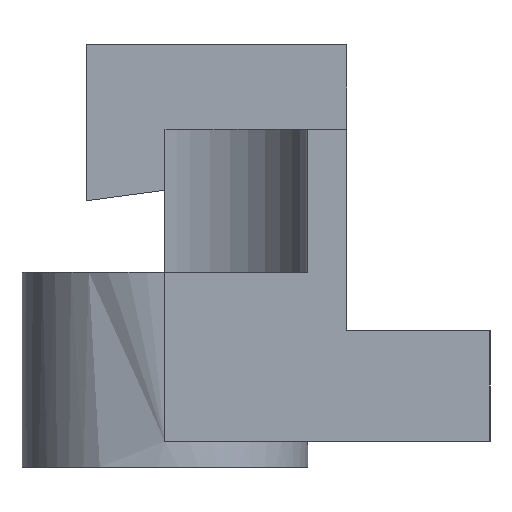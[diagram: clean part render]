
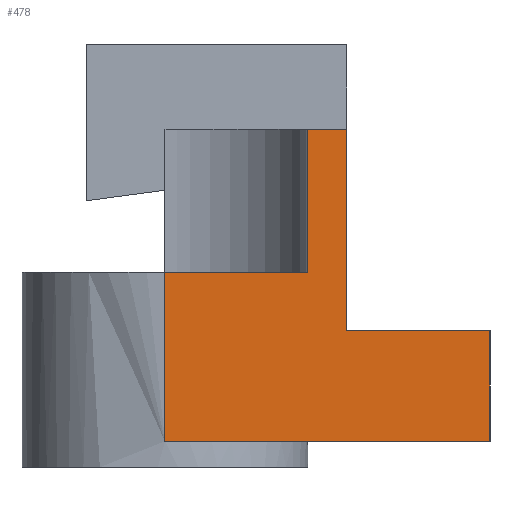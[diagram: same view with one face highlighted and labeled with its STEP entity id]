
A CAD part, left-side view. The second image highlights one B-rep face of the part: STEP entity #478.
In plain terms, the highlighted free-form (B-spline) face has degree [1, 1] with [2, 2] control points.
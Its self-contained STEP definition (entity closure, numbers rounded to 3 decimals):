
#103 = VERTEX_POINT('',#104);
#104 = CARTESIAN_POINT('',(-2.845,-24.47,
    8.536));
#109 = EDGE_CURVE('',#110,#103,#112,.T.);
#110 = VERTEX_POINT('',#111);
#111 = CARTESIAN_POINT('',(-2.845,-24.47,
    14.796));
#112 = B_SPLINE_CURVE_WITH_KNOTS('',1,(#113,#114),.UNSPECIFIED.,.F.,.F.,
  (2,2),(-13.,-7.5),.PIECEWISE_BEZIER_KNOTS.);
#113 = CARTESIAN_POINT('',(-2.845,-24.47,
    14.796));
#114 = CARTESIAN_POINT('',(-2.845,-24.47,
    8.536));
#297 = VERTEX_POINT('',#298);
#298 = CARTESIAN_POINT('',(-2.845,-32.437,5.975
    ));
#303 = EDGE_CURVE('',#304,#297,#306,.T.);
#304 = VERTEX_POINT('',#305);
#305 = CARTESIAN_POINT('',(-2.845,-32.437,
    1.138));
#306 = B_SPLINE_CURVE_WITH_KNOTS('',1,(#307,#308),.UNSPECIFIED.,.F.,.F.,
  (2,2),(1.,5.25),.PIECEWISE_BEZIER_KNOTS.);
#307 = CARTESIAN_POINT('',(-2.845,-32.437,
    1.138));
#308 = CARTESIAN_POINT('',(-2.845,-32.437,5.975
    ));
#324 = VERTEX_POINT('',#325);
#325 = CARTESIAN_POINT('',(-2.845,-26.177,5.975
    ));
#332 = EDGE_CURVE('',#297,#324,#333,.T.);
#333 = B_SPLINE_CURVE_WITH_KNOTS('',1,(#334,#335),.UNSPECIFIED.,.F.,.F.,
  (2,2),(0.,5.5),.PIECEWISE_BEZIER_KNOTS.);
#334 = CARTESIAN_POINT('',(-2.845,-32.437,5.975
    ));
#335 = CARTESIAN_POINT('',(-2.845,-26.177,5.975
    ));
#360 = VERTEX_POINT('',#361);
#361 = CARTESIAN_POINT('',(-2.845,-18.21,
    1.138));
#369 = EDGE_CURVE('',#360,#370,#372,.T.);
#370 = VERTEX_POINT('',#371);
#371 = CARTESIAN_POINT('',(-2.845,-18.21,
    8.536));
#372 = B_SPLINE_CURVE_WITH_KNOTS('',1,(#373,#374),.UNSPECIFIED.,.F.,.F.,
  (2,2),(1.,7.5),.PIECEWISE_BEZIER_KNOTS.);
#373 = CARTESIAN_POINT('',(-2.845,-18.21,
    1.138));
#374 = CARTESIAN_POINT('',(-2.845,-18.21,
    8.536));
#462 = EDGE_CURVE('',#103,#370,#463,.T.);
#463 = B_SPLINE_CURVE_WITH_KNOTS('',1,(#464,#465),.UNSPECIFIED.,.F.,.F.,
  (2,2),(7.,12.5),.PIECEWISE_BEZIER_KNOTS.);
#464 = CARTESIAN_POINT('',(-2.845,-24.47,
    8.536));
#465 = CARTESIAN_POINT('',(-2.845,-18.21,
    8.536));
#478 = ADVANCED_FACE('',(#479),#503,.T.);
#479 = FACE_BOUND('',#480,.T.);
#480 = EDGE_LOOP('',(#481,#482,#483,#488,#489,#490,#497,#502));
#481 = ORIENTED_EDGE('',*,*,#462,.T.);
#482 = ORIENTED_EDGE('',*,*,#369,.F.);
#483 = ORIENTED_EDGE('',*,*,#484,.T.);
#484 = EDGE_CURVE('',#360,#304,#485,.T.);
#485 = B_SPLINE_CURVE_WITH_KNOTS('',1,(#486,#487),.UNSPECIFIED.,.F.,.F.,
  (2,2),(16.,28.5),.PIECEWISE_BEZIER_KNOTS.);
#486 = CARTESIAN_POINT('',(-2.845,-18.21,
    1.138));
#487 = CARTESIAN_POINT('',(-2.845,-32.437,
    1.138));
#488 = ORIENTED_EDGE('',*,*,#303,.T.);
#489 = ORIENTED_EDGE('',*,*,#332,.T.);
#490 = ORIENTED_EDGE('',*,*,#491,.T.);
#491 = EDGE_CURVE('',#324,#492,#494,.T.);
#492 = VERTEX_POINT('',#493);
#493 = CARTESIAN_POINT('',(-2.845,-26.177,
    14.796));
#494 = B_SPLINE_CURVE_WITH_KNOTS('',1,(#495,#496),.UNSPECIFIED.,.F.,.F.,
  (2,2),(5.25,13.),.PIECEWISE_BEZIER_KNOTS.);
#495 = CARTESIAN_POINT('',(-2.845,-26.177,5.975
    ));
#496 = CARTESIAN_POINT('',(-2.845,-26.177,
    14.796));
#497 = ORIENTED_EDGE('',*,*,#498,.T.);
#498 = EDGE_CURVE('',#492,#110,#499,.T.);
#499 = B_SPLINE_CURVE_WITH_KNOTS('',1,(#500,#501),.UNSPECIFIED.,.F.,.F.,
  (2,2),(5.5,7.),.PIECEWISE_BEZIER_KNOTS.);
#500 = CARTESIAN_POINT('',(-2.845,-26.177,
    14.796));
#501 = CARTESIAN_POINT('',(-2.845,-24.47,
    14.796));
#502 = ORIENTED_EDGE('',*,*,#109,.T.);
#503 = B_SPLINE_SURFACE_WITH_KNOTS('',1,1,(
    (#504,#505)
    ,(#506,#507
    )),.UNSPECIFIED.,.F.,.F.,.F.,(2,2),(2,2),(1.,13.),(0.,12.5),
  .PIECEWISE_BEZIER_KNOTS.);
#504 = CARTESIAN_POINT('',(-2.845,-32.437,
    1.138));
#505 = CARTESIAN_POINT('',(-2.845,-18.21,
    1.138));
#506 = CARTESIAN_POINT('',(-2.845,-32.437,
    14.796));
#507 = CARTESIAN_POINT('',(-2.845,-18.21,
    14.796));
